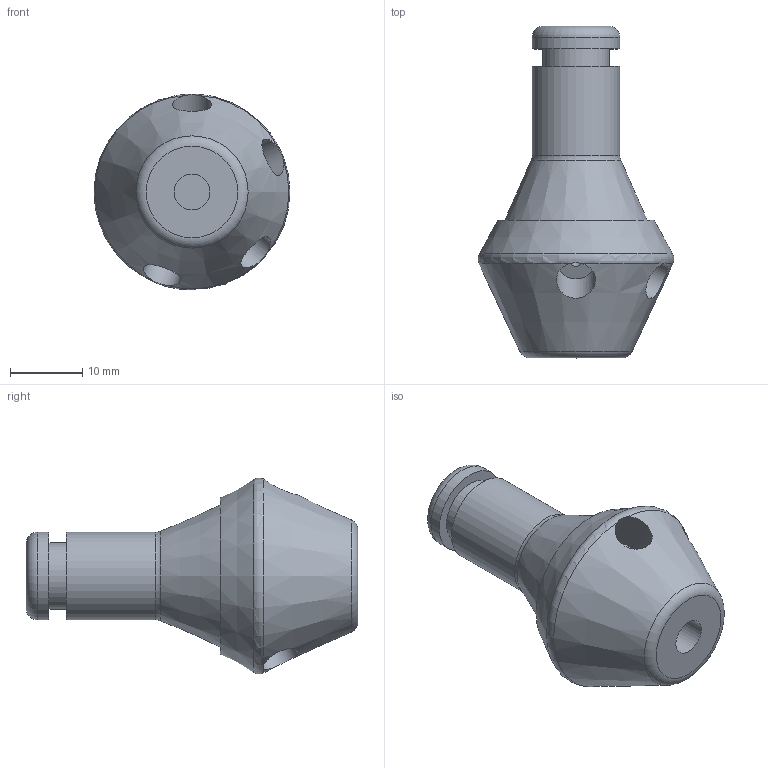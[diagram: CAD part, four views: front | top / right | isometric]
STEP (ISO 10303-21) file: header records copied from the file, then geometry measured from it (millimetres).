
FILE_DESCRIPTION(/* description */ (''),/* implementation_level */ '2;1');
FILE_NAME(/* name */ 'piston for xray.stp',/* time_stamp */ '2023-06-22T15:11:39-04:00',/* author */ ('pab2'),/* organization */ (''),/* preprocessor_version */ 'ST-DEVELOPER v18',/* originating_system */ 'Autodesk Inventor 2020',/* authorisation */ '');
FILE_SCHEMA (('AUTOMOTIVE_DESIGN { 1 0 10303 214 3 1 1 }'));
Length unit declared in the file: inch
Products named in the file (1): piston badflowchannel-1-16in-thread - xray - 65flowchan
Bounding box: 27.11 x 45.95 x 27.12 mm (x, y, z)
Volume: 10384.3 mm3; surface area: 3799.9 mm2
Topology: 1 solids, 1 shells, 73 faces, 194 edges, 131 vertices
Faces by surface type: cylinder 33, plane 32, torus 4, cone 4
Full cylindrical faces by diameter (mm): 1.587 x5, 4.978 x1, 5.41 x4, 9.246 x1, 12.141 x2
Entity records: 2532 total; most frequent: CARTESIAN_POINT 576, DIRECTION 463, ORIENTED_EDGE 366, AXIS2_PLACEMENT_3D 219, EDGE_CURVE 183, VERTEX_POINT 115, CIRCLE 84, EDGE_LOOP 82
